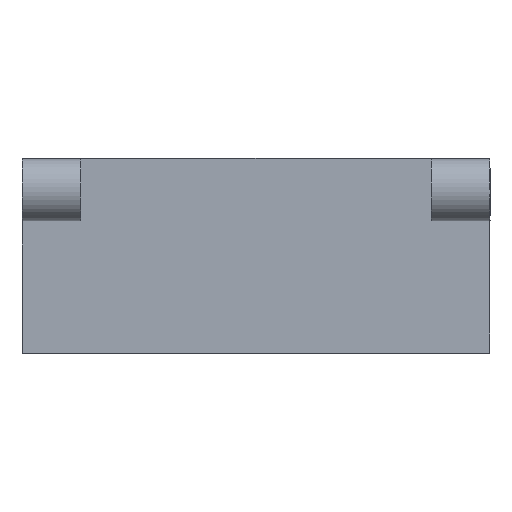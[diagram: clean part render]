
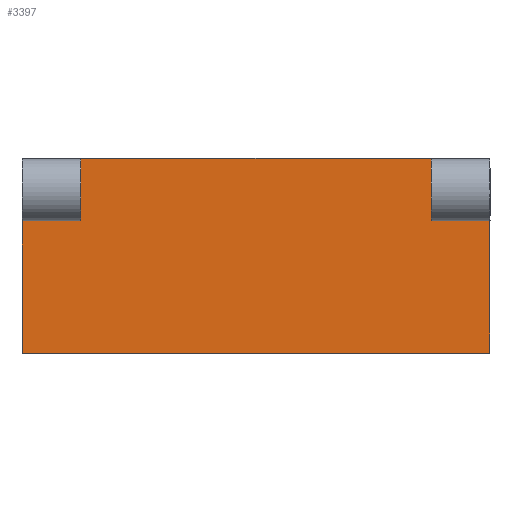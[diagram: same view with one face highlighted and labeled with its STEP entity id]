
A CAD part, front view. The second image highlights one B-rep face of the part: STEP entity #3397.
In plain terms, the highlighted planar face has unit normal (0, 1, 0).
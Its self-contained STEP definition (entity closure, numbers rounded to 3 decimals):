
#3397 = ADVANCED_FACE('',(#3398),#3411,.T.);
#3398 = FACE_BOUND('',#3399,.T.);
#3399 = EDGE_LOOP('',(#3400,#3421,#3435,#3449,#3463,#3477,#3491,#3505,
    #3519,#3533,#3547));
#3400 = ORIENTED_EDGE('',*,*,#3401,.T.);
#3401 = EDGE_CURVE('',#3402,#3404,#3406,.T.);
#3402 = VERTEX_POINT('',#3403);
#3403 = CARTESIAN_POINT('',(-60.,-3.,4.9));
#3404 = VERTEX_POINT('',#3405);
#3405 = CARTESIAN_POINT('',(-60.,-3.,34.));
#3406 = SURFACE_CURVE('',#3407,(#3410),.PCURVE_S1.);
#3407 = B_SPLINE_CURVE_WITH_KNOTS('',1,(#3408,#3409),.UNSPECIFIED.,.F.,
  .F.,(2,2),(0.,1.),.PIECEWISE_BEZIER_KNOTS.);
#3408 = CARTESIAN_POINT('',(-60.,-3.,4.9));
#3409 = CARTESIAN_POINT('',(-60.,-3.,34.));
#3410 = PCURVE('',#3411,#3416);
#3411 = PLANE('',#3412);
#3412 = AXIS2_PLACEMENT_3D('',#3413,#3414,#3415);
#3413 = CARTESIAN_POINT('',(-0.002,-3.,
    23.588));
#3414 = DIRECTION('',(0.,1.,0.));
#3415 = DIRECTION('',(0.,0.,-1.));
#3416 = DEFINITIONAL_REPRESENTATION('',(#3417),#3420);
#3417 = B_SPLINE_CURVE_WITH_KNOTS('',1,(#3418,#3419),.UNSPECIFIED.,.F.,
  .F.,(2,2),(0.,1.),.PIECEWISE_BEZIER_KNOTS.);
#3418 = CARTESIAN_POINT('',(18.688,59.998));
#3419 = CARTESIAN_POINT('',(-10.412,59.998));
#3420 = ( GEOMETRIC_REPRESENTATION_CONTEXT(2) 
PARAMETRIC_REPRESENTATION_CONTEXT() REPRESENTATION_CONTEXT('2D SPACE',''
  ) );
#3421 = ORIENTED_EDGE('',*,*,#3422,.T.);
#3422 = EDGE_CURVE('',#3404,#3423,#3425,.T.);
#3423 = VERTEX_POINT('',#3424);
#3424 = CARTESIAN_POINT('',(-59.991,-3.,34.)
  );
#3425 = SURFACE_CURVE('',#3426,(#3429),.PCURVE_S1.);
#3426 = B_SPLINE_CURVE_WITH_KNOTS('',1,(#3427,#3428),.UNSPECIFIED.,.F.,
  .F.,(2,2),(0.,1.),.PIECEWISE_BEZIER_KNOTS.);
#3427 = CARTESIAN_POINT('',(-60.,-3.,34.));
#3428 = CARTESIAN_POINT('',(-59.991,-3.,34.)
  );
#3429 = PCURVE('',#3411,#3430);
#3430 = DEFINITIONAL_REPRESENTATION('',(#3431),#3434);
#3431 = B_SPLINE_CURVE_WITH_KNOTS('',1,(#3432,#3433),.UNSPECIFIED.,.F.,
  .F.,(2,2),(0.,1.),.PIECEWISE_BEZIER_KNOTS.);
#3432 = CARTESIAN_POINT('',(-10.412,59.998));
#3433 = CARTESIAN_POINT('',(-10.412,59.989));
#3434 = ( GEOMETRIC_REPRESENTATION_CONTEXT(2) 
PARAMETRIC_REPRESENTATION_CONTEXT() REPRESENTATION_CONTEXT('2D SPACE',''
  ) );
#3435 = ORIENTED_EDGE('',*,*,#3436,.T.);
#3436 = EDGE_CURVE('',#3423,#3437,#3439,.T.);
#3437 = VERTEX_POINT('',#3438);
#3438 = CARTESIAN_POINT('',(-45.,-3.,34.));
#3439 = SURFACE_CURVE('',#3440,(#3443),.PCURVE_S1.);
#3440 = B_SPLINE_CURVE_WITH_KNOTS('',1,(#3441,#3442),.UNSPECIFIED.,.F.,
  .F.,(2,2),(0.,1.),.PIECEWISE_BEZIER_KNOTS.);
#3441 = CARTESIAN_POINT('',(-59.991,-3.,34.)
  );
#3442 = CARTESIAN_POINT('',(-45.,-3.,34.));
#3443 = PCURVE('',#3411,#3444);
#3444 = DEFINITIONAL_REPRESENTATION('',(#3445),#3448);
#3445 = B_SPLINE_CURVE_WITH_KNOTS('',1,(#3446,#3447),.UNSPECIFIED.,.F.,
  .F.,(2,2),(0.,1.),.PIECEWISE_BEZIER_KNOTS.);
#3446 = CARTESIAN_POINT('',(-10.412,59.989));
#3447 = CARTESIAN_POINT('',(-10.412,44.998));
#3448 = ( GEOMETRIC_REPRESENTATION_CONTEXT(2) 
PARAMETRIC_REPRESENTATION_CONTEXT() REPRESENTATION_CONTEXT('2D SPACE',''
  ) );
#3449 = ORIENTED_EDGE('',*,*,#3450,.T.);
#3450 = EDGE_CURVE('',#3437,#3451,#3453,.T.);
#3451 = VERTEX_POINT('',#3452);
#3452 = CARTESIAN_POINT('',(-45.,-3.,50.));
#3453 = SURFACE_CURVE('',#3454,(#3457),.PCURVE_S1.);
#3454 = B_SPLINE_CURVE_WITH_KNOTS('',1,(#3455,#3456),.UNSPECIFIED.,.F.,
  .F.,(2,2),(0.,1.),.PIECEWISE_BEZIER_KNOTS.);
#3455 = CARTESIAN_POINT('',(-45.,-3.,34.));
#3456 = CARTESIAN_POINT('',(-45.,-3.,50.));
#3457 = PCURVE('',#3411,#3458);
#3458 = DEFINITIONAL_REPRESENTATION('',(#3459),#3462);
#3459 = B_SPLINE_CURVE_WITH_KNOTS('',1,(#3460,#3461),.UNSPECIFIED.,.F.,
  .F.,(2,2),(0.,1.),.PIECEWISE_BEZIER_KNOTS.);
#3460 = CARTESIAN_POINT('',(-10.412,44.998));
#3461 = CARTESIAN_POINT('',(-26.412,44.998));
#3462 = ( GEOMETRIC_REPRESENTATION_CONTEXT(2) 
PARAMETRIC_REPRESENTATION_CONTEXT() REPRESENTATION_CONTEXT('2D SPACE',''
  ) );
#3463 = ORIENTED_EDGE('',*,*,#3464,.T.);
#3464 = EDGE_CURVE('',#3451,#3465,#3467,.T.);
#3465 = VERTEX_POINT('',#3466);
#3466 = CARTESIAN_POINT('',(45.,-3.,50.));
#3467 = SURFACE_CURVE('',#3468,(#3471),.PCURVE_S1.);
#3468 = B_SPLINE_CURVE_WITH_KNOTS('',1,(#3469,#3470),.UNSPECIFIED.,.F.,
  .F.,(2,2),(0.,1.),.PIECEWISE_BEZIER_KNOTS.);
#3469 = CARTESIAN_POINT('',(-45.,-3.,50.));
#3470 = CARTESIAN_POINT('',(45.,-3.,50.));
#3471 = PCURVE('',#3411,#3472);
#3472 = DEFINITIONAL_REPRESENTATION('',(#3473),#3476);
#3473 = B_SPLINE_CURVE_WITH_KNOTS('',1,(#3474,#3475),.UNSPECIFIED.,.F.,
  .F.,(2,2),(0.,1.),.PIECEWISE_BEZIER_KNOTS.);
#3474 = CARTESIAN_POINT('',(-26.412,44.998));
#3475 = CARTESIAN_POINT('',(-26.412,-45.002));
#3476 = ( GEOMETRIC_REPRESENTATION_CONTEXT(2) 
PARAMETRIC_REPRESENTATION_CONTEXT() REPRESENTATION_CONTEXT('2D SPACE',''
  ) );
#3477 = ORIENTED_EDGE('',*,*,#3478,.T.);
#3478 = EDGE_CURVE('',#3465,#3479,#3481,.T.);
#3479 = VERTEX_POINT('',#3480);
#3480 = CARTESIAN_POINT('',(45.,-3.,34.));
#3481 = SURFACE_CURVE('',#3482,(#3485),.PCURVE_S1.);
#3482 = B_SPLINE_CURVE_WITH_KNOTS('',1,(#3483,#3484),.UNSPECIFIED.,.F.,
  .F.,(2,2),(0.,1.),.PIECEWISE_BEZIER_KNOTS.);
#3483 = CARTESIAN_POINT('',(45.,-3.,50.));
#3484 = CARTESIAN_POINT('',(45.,-3.,34.));
#3485 = PCURVE('',#3411,#3486);
#3486 = DEFINITIONAL_REPRESENTATION('',(#3487),#3490);
#3487 = B_SPLINE_CURVE_WITH_KNOTS('',1,(#3488,#3489),.UNSPECIFIED.,.F.,
  .F.,(2,2),(0.,1.),.PIECEWISE_BEZIER_KNOTS.);
#3488 = CARTESIAN_POINT('',(-26.412,-45.002));
#3489 = CARTESIAN_POINT('',(-10.412,-45.002));
#3490 = ( GEOMETRIC_REPRESENTATION_CONTEXT(2) 
PARAMETRIC_REPRESENTATION_CONTEXT() REPRESENTATION_CONTEXT('2D SPACE',''
  ) );
#3491 = ORIENTED_EDGE('',*,*,#3492,.T.);
#3492 = EDGE_CURVE('',#3479,#3493,#3495,.T.);
#3493 = VERTEX_POINT('',#3494);
#3494 = CARTESIAN_POINT('',(59.991,-3.,34.));
#3495 = SURFACE_CURVE('',#3496,(#3499),.PCURVE_S1.);
#3496 = B_SPLINE_CURVE_WITH_KNOTS('',1,(#3497,#3498),.UNSPECIFIED.,.F.,
  .F.,(2,2),(0.,1.),.PIECEWISE_BEZIER_KNOTS.);
#3497 = CARTESIAN_POINT('',(45.,-3.,34.));
#3498 = CARTESIAN_POINT('',(59.991,-3.,34.));
#3499 = PCURVE('',#3411,#3500);
#3500 = DEFINITIONAL_REPRESENTATION('',(#3501),#3504);
#3501 = B_SPLINE_CURVE_WITH_KNOTS('',1,(#3502,#3503),.UNSPECIFIED.,.F.,
  .F.,(2,2),(0.,1.),.PIECEWISE_BEZIER_KNOTS.);
#3502 = CARTESIAN_POINT('',(-10.412,-45.002));
#3503 = CARTESIAN_POINT('',(-10.412,-59.993));
#3504 = ( GEOMETRIC_REPRESENTATION_CONTEXT(2) 
PARAMETRIC_REPRESENTATION_CONTEXT() REPRESENTATION_CONTEXT('2D SPACE',''
  ) );
#3505 = ORIENTED_EDGE('',*,*,#3506,.T.);
#3506 = EDGE_CURVE('',#3493,#3507,#3509,.T.);
#3507 = VERTEX_POINT('',#3508);
#3508 = CARTESIAN_POINT('',(60.,-3.,5.));
#3509 = SURFACE_CURVE('',#3510,(#3513),.PCURVE_S1.);
#3510 = B_SPLINE_CURVE_WITH_KNOTS('',1,(#3511,#3512),.UNSPECIFIED.,.F.,
  .F.,(2,2),(0.,1.),.PIECEWISE_BEZIER_KNOTS.);
#3511 = CARTESIAN_POINT('',(59.991,-3.,34.));
#3512 = CARTESIAN_POINT('',(60.,-3.,5.));
#3513 = PCURVE('',#3411,#3514);
#3514 = DEFINITIONAL_REPRESENTATION('',(#3515),#3518);
#3515 = B_SPLINE_CURVE_WITH_KNOTS('',1,(#3516,#3517),.UNSPECIFIED.,.F.,
  .F.,(2,2),(0.,1.),.PIECEWISE_BEZIER_KNOTS.);
#3516 = CARTESIAN_POINT('',(-10.412,-59.993));
#3517 = CARTESIAN_POINT('',(18.588,-60.002));
#3518 = ( GEOMETRIC_REPRESENTATION_CONTEXT(2) 
PARAMETRIC_REPRESENTATION_CONTEXT() REPRESENTATION_CONTEXT('2D SPACE',''
  ) );
#3519 = ORIENTED_EDGE('',*,*,#3520,.T.);
#3520 = EDGE_CURVE('',#3507,#3521,#3523,.T.);
#3521 = VERTEX_POINT('',#3522);
#3522 = CARTESIAN_POINT('',(60.,-3.,0.));
#3523 = SURFACE_CURVE('',#3524,(#3527),.PCURVE_S1.);
#3524 = B_SPLINE_CURVE_WITH_KNOTS('',1,(#3525,#3526),.UNSPECIFIED.,.F.,
  .F.,(2,2),(0.,1.),.PIECEWISE_BEZIER_KNOTS.);
#3525 = CARTESIAN_POINT('',(60.,-3.,5.));
#3526 = CARTESIAN_POINT('',(60.,-3.,0.));
#3527 = PCURVE('',#3411,#3528);
#3528 = DEFINITIONAL_REPRESENTATION('',(#3529),#3532);
#3529 = B_SPLINE_CURVE_WITH_KNOTS('',1,(#3530,#3531),.UNSPECIFIED.,.F.,
  .F.,(2,2),(0.,1.),.PIECEWISE_BEZIER_KNOTS.);
#3530 = CARTESIAN_POINT('',(18.588,-60.002));
#3531 = CARTESIAN_POINT('',(23.588,-60.002));
#3532 = ( GEOMETRIC_REPRESENTATION_CONTEXT(2) 
PARAMETRIC_REPRESENTATION_CONTEXT() REPRESENTATION_CONTEXT('2D SPACE',''
  ) );
#3533 = ORIENTED_EDGE('',*,*,#3534,.T.);
#3534 = EDGE_CURVE('',#3521,#3535,#3537,.T.);
#3535 = VERTEX_POINT('',#3536);
#3536 = CARTESIAN_POINT('',(-60.,-3.,0.));
#3537 = SURFACE_CURVE('',#3538,(#3541),.PCURVE_S1.);
#3538 = B_SPLINE_CURVE_WITH_KNOTS('',1,(#3539,#3540),.UNSPECIFIED.,.F.,
  .F.,(2,2),(0.,1.),.PIECEWISE_BEZIER_KNOTS.);
#3539 = CARTESIAN_POINT('',(60.,-3.,0.));
#3540 = CARTESIAN_POINT('',(-60.,-3.,0.));
#3541 = PCURVE('',#3411,#3542);
#3542 = DEFINITIONAL_REPRESENTATION('',(#3543),#3546);
#3543 = B_SPLINE_CURVE_WITH_KNOTS('',1,(#3544,#3545),.UNSPECIFIED.,.F.,
  .F.,(2,2),(0.,1.),.PIECEWISE_BEZIER_KNOTS.);
#3544 = CARTESIAN_POINT('',(23.588,-60.002));
#3545 = CARTESIAN_POINT('',(23.588,59.998));
#3546 = ( GEOMETRIC_REPRESENTATION_CONTEXT(2) 
PARAMETRIC_REPRESENTATION_CONTEXT() REPRESENTATION_CONTEXT('2D SPACE',''
  ) );
#3547 = ORIENTED_EDGE('',*,*,#3548,.T.);
#3548 = EDGE_CURVE('',#3535,#3402,#3549,.T.);
#3549 = SURFACE_CURVE('',#3550,(#3553),.PCURVE_S1.);
#3550 = B_SPLINE_CURVE_WITH_KNOTS('',1,(#3551,#3552),.UNSPECIFIED.,.F.,
  .F.,(2,2),(0.,1.),.PIECEWISE_BEZIER_KNOTS.);
#3551 = CARTESIAN_POINT('',(-60.,-3.,0.));
#3552 = CARTESIAN_POINT('',(-60.,-3.,4.9));
#3553 = PCURVE('',#3411,#3554);
#3554 = DEFINITIONAL_REPRESENTATION('',(#3555),#3558);
#3555 = B_SPLINE_CURVE_WITH_KNOTS('',1,(#3556,#3557),.UNSPECIFIED.,.F.,
  .F.,(2,2),(0.,1.),.PIECEWISE_BEZIER_KNOTS.);
#3556 = CARTESIAN_POINT('',(23.588,59.998));
#3557 = CARTESIAN_POINT('',(18.688,59.998));
#3558 = ( GEOMETRIC_REPRESENTATION_CONTEXT(2) 
PARAMETRIC_REPRESENTATION_CONTEXT() REPRESENTATION_CONTEXT('2D SPACE',''
  ) );
